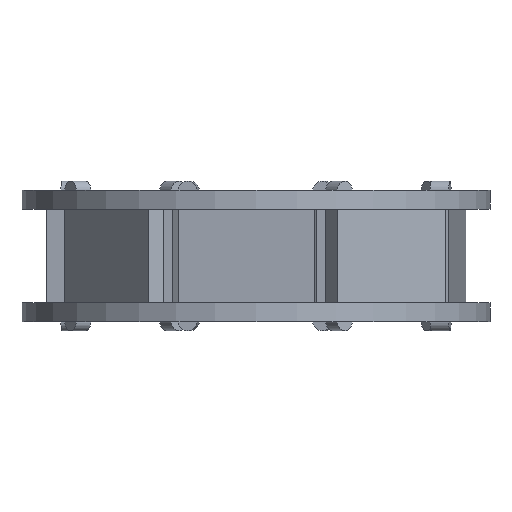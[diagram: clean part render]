
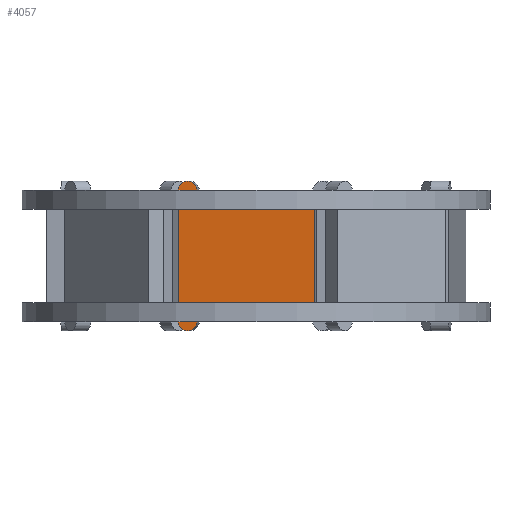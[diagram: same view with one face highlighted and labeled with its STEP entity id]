
A CAD part, front view. The second image highlights one B-rep face of the part: STEP entity #4057.
In plain terms, the highlighted face is planar.
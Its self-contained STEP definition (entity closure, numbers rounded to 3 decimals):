
#254=CIRCLE('',#4286,2.);
#256=CIRCLE('',#4294,2.);
#465=FACE_OUTER_BOUND('',#773,.T.);
#773=EDGE_LOOP('',(#3683,#3684,#3685,#3686,#3687,#3688,#3689,#3690));
#1246=LINE('',#6360,#1734);
#1249=LINE('',#6366,#1737);
#1252=LINE('',#6372,#1740);
#1255=LINE('',#6378,#1743);
#1258=LINE('',#6384,#1746);
#1262=LINE('',#6394,#1750);
#1734=VECTOR('',#5237,10.);
#1737=VECTOR('',#5242,10.);
#1740=VECTOR('',#5247,10.);
#1743=VECTOR('',#5252,10.);
#1746=VECTOR('',#5257,10.);
#1750=VECTOR('',#5269,10.);
#2101=VERTEX_POINT('',#6351);
#2102=VERTEX_POINT('',#6353);
#2104=VERTEX_POINT('',#6359);
#2106=VERTEX_POINT('',#6365);
#2108=VERTEX_POINT('',#6371);
#2110=VERTEX_POINT('',#6377);
#2112=VERTEX_POINT('',#6383);
#2114=VERTEX_POINT('',#6389);
#2621=EDGE_CURVE('',#2102,#2101,#254,.T.);
#2624=EDGE_CURVE('',#2104,#2102,#1246,.T.);
#2627=EDGE_CURVE('',#2106,#2104,#1249,.T.);
#2630=EDGE_CURVE('',#2108,#2106,#1252,.T.);
#2633=EDGE_CURVE('',#2110,#2108,#1255,.T.);
#2636=EDGE_CURVE('',#2112,#2110,#1258,.T.);
#2639=EDGE_CURVE('',#2114,#2112,#256,.T.);
#2642=EDGE_CURVE('',#2101,#2114,#1262,.T.);
#3683=ORIENTED_EDGE('',*,*,#2642,.T.);
#3684=ORIENTED_EDGE('',*,*,#2639,.T.);
#3685=ORIENTED_EDGE('',*,*,#2636,.T.);
#3686=ORIENTED_EDGE('',*,*,#2633,.T.);
#3687=ORIENTED_EDGE('',*,*,#2630,.T.);
#3688=ORIENTED_EDGE('',*,*,#2627,.T.);
#3689=ORIENTED_EDGE('',*,*,#2624,.T.);
#3690=ORIENTED_EDGE('',*,*,#2621,.T.);
#3867=PLANE('',#4296);
#4057=ADVANCED_FACE('',(#465),#3867,.T.);
#4286=AXIS2_PLACEMENT_3D('',#6354,#5231,#5232);
#4294=AXIS2_PLACEMENT_3D('',#6390,#5263,#5264);
#4296=AXIS2_PLACEMENT_3D('',#6395,#5270,#5271);
#5231=DIRECTION('center_axis',(-0.79,-0.613,0.));
#5232=DIRECTION('ref_axis',(0.613,-0.79,0.));
#5237=DIRECTION('',(0.,0.,1.));
#5242=DIRECTION('',(-0.613,0.79,0.));
#5247=DIRECTION('',(0.,0.,1.));
#5252=DIRECTION('',(0.613,-0.79,0.));
#5257=DIRECTION('',(0.,0.,1.));
#5263=DIRECTION('center_axis',(-0.79,-0.613,0.));
#5264=DIRECTION('ref_axis',(-0.613,0.79,0.));
#5269=DIRECTION('',(0.,0.,-1.));
#5270=DIRECTION('center_axis',(-0.79,-0.613,0.));
#5271=DIRECTION('ref_axis',(0.,0.,
1.));
#6351=CARTESIAN_POINT('',(-40.367,-14.451,4.));
#6353=CARTESIAN_POINT('',(-37.916,-17.612,4.));
#6354=CARTESIAN_POINT('Origin',(-39.142,-16.032,4.));
#6359=CARTESIAN_POINT('',(-37.916,-17.612,0.));
#6360=CARTESIAN_POINT('',(-37.916,-17.612,0.));
#6365=CARTESIAN_POINT('',(-22.428,-37.578,0.));
#6366=CARTESIAN_POINT('',(-37.916,-17.612,0.));
#6371=CARTESIAN_POINT('',(-22.428,-37.578,-20.));
#6372=CARTESIAN_POINT('',(-22.428,-37.578,-20.));
#6377=CARTESIAN_POINT('',(-37.916,-17.612,-20.));
#6378=CARTESIAN_POINT('',(-37.916,-17.612,-20.));
#6383=CARTESIAN_POINT('',(-37.916,-17.612,-24.));
#6384=CARTESIAN_POINT('',(-37.916,-17.612,-20.));
#6389=CARTESIAN_POINT('',(-40.367,-14.451,-24.));
#6390=CARTESIAN_POINT('Origin',(-39.142,-16.032,-24.));
#6394=CARTESIAN_POINT('',(-40.367,-14.451,0.));
#6395=CARTESIAN_POINT('Origin',(-31.398,-26.015,-10.));
